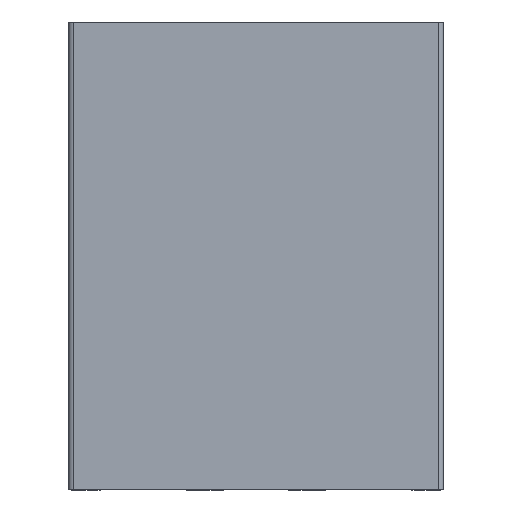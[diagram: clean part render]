
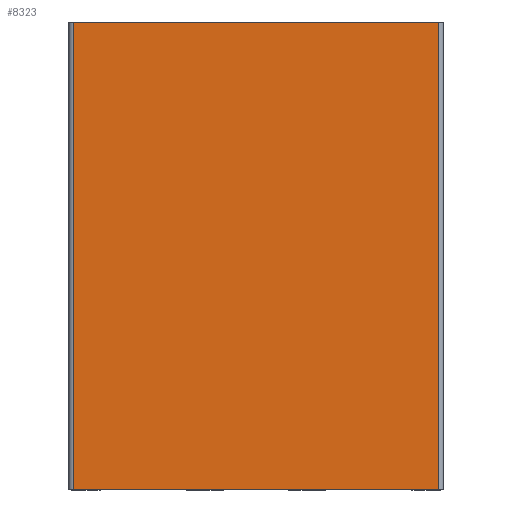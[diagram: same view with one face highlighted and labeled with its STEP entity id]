
A CAD part, front view. The second image highlights one B-rep face of the part: STEP entity #8323.
In plain terms, the highlighted planar face has unit normal (0, -1, 0).
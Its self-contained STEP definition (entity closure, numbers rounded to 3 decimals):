
#214=PLANE('',#9184);
#617=FACE_OUTER_BOUND('',#1053,.T.);
#1053=EDGE_LOOP('',(#7592,#7593,#7594,#7595));
#1125=LINE('',#11868,#1933);
#1333=LINE('',#12727,#2141);
#1791=LINE('',#14031,#2599);
#1793=LINE('',#14036,#2601);
#1933=VECTOR('',#9332,78.);
#2141=VECTOR('',#10002,78.);
#2599=VECTOR('',#11424,100.);
#2601=VECTOR('',#11432,100.);
#3186=VERTEX_POINT('',#11866);
#3187=VERTEX_POINT('',#11867);
#3606=VERTEX_POINT('',#12725);
#3607=VERTEX_POINT('',#12726);
#4031=EDGE_CURVE('',#3186,#3187,#1125,.T.);
#4463=EDGE_CURVE('',#3606,#3607,#1333,.T.);
#5119=EDGE_CURVE('',#3187,#3607,#1791,.T.);
#5121=EDGE_CURVE('',#3606,#3186,#1793,.T.);
#7592=ORIENTED_EDGE('',*,*,#5119,.F.);
#7593=ORIENTED_EDGE('',*,*,#4031,.F.);
#7594=ORIENTED_EDGE('',*,*,#5121,.F.);
#7595=ORIENTED_EDGE('',*,*,#4463,.T.);
#8323=ADVANCED_FACE('',(#617),#214,.T.);
#9184=AXIS2_PLACEMENT_3D('',#14183,#11653,#11654);
#9332=DIRECTION('',(-1.,0.,0.));
#10002=DIRECTION('',(-1.,0.,0.));
#11424=DIRECTION('',(0.,0.,1.));
#11432=DIRECTION('',(0.,0.,-1.));
#11653=DIRECTION('center_axis',(0.,-1.,0.));
#11654=DIRECTION('ref_axis',(0.,0.,-1.));
#11866=CARTESIAN_POINT('',(39.,-20.,0.));
#11867=CARTESIAN_POINT('',(-39.,-20.,0.));
#11868=CARTESIAN_POINT('',(40.,-20.,0.));
#12725=CARTESIAN_POINT('',(39.,-20.,100.));
#12726=CARTESIAN_POINT('',(-39.,-20.,100.));
#12727=CARTESIAN_POINT('',(40.,-20.,100.));
#14031=CARTESIAN_POINT('',(-39.,-20.,0.));
#14036=CARTESIAN_POINT('',(39.,-20.,0.));
#14183=CARTESIAN_POINT('Origin',(40.,-20.,0.));
